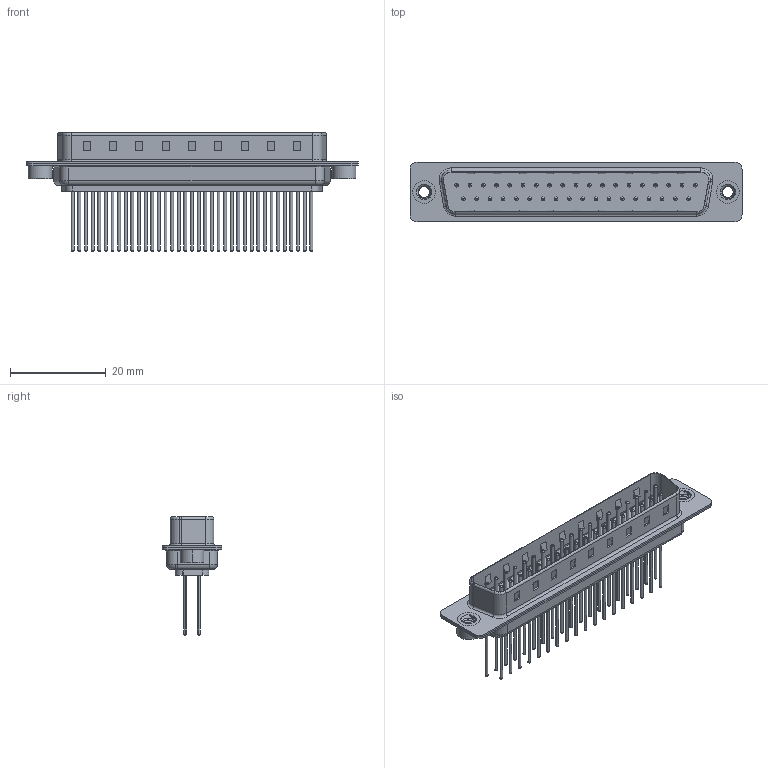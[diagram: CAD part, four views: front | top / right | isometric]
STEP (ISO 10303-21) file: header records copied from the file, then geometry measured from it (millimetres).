
FILE_DESCRIPTION (( 'STEP AP203' ), '1' );
FILE_NAME ('627-M37-223-LN2.STEP', '2020-07-17T11:18:09', ( '' ), ( '' ), 'SwSTEP 2.0', 'SolidWorks 2020', '' );
FILE_SCHEMA (( 'CONFIG_CONTROL_DESIGN' ));
Length unit declared in the file: millimetre
Products named in the file (7): 627M Shell Front_37 Contacts; 627M Shell Rear_37 Contacts; 627M Contact Row 2_23; 627M Housing_37 Contacts; 627M 4-40 Threaded Rivet; 627-M37-223-LN2; 627M Contact Row 1_23
Assembly tree (42 placements, depth 2):
  627-M37-223-LN2
    627M Housing_37 Contacts
    627M Shell Front_37 Contacts
    627M Shell Rear_37 Contacts
    627M Contact Row 1_23  x19
    627M Contact Row 2_23  x18
    627M 4-40 Threaded Rivet  x2
Bounding box: 69.4 x 12.5 x 24.77 mm (x, y, z)
Volume: 3840 mm3; surface area: 9748.6 mm2
Topology: 42 solids, 42 shells, 1781 faces, 3795 edges, 2294 vertices
Faces by surface type: cylinder 659, torus 642, plane 462, cone 12, bspline 6
Entity records: 24979 total; most frequent: CARTESIAN_POINT 5189, DIRECTION 4094, ORIENTED_EDGE 3508, EDGE_CURVE 1754, AXIS2_PLACEMENT_3D 1612, VERTEX_POINT 1122, EDGE_LOOP 946, VECTOR 870
